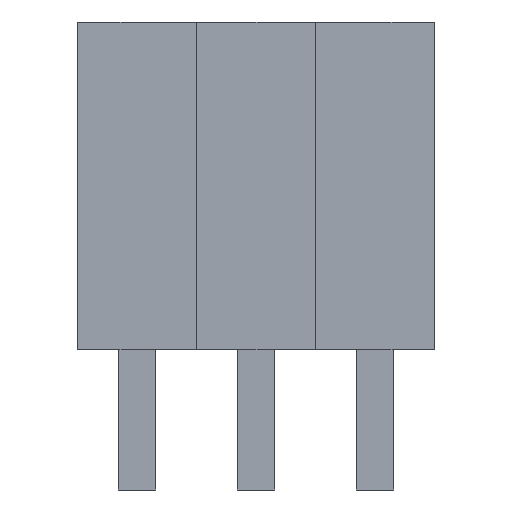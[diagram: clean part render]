
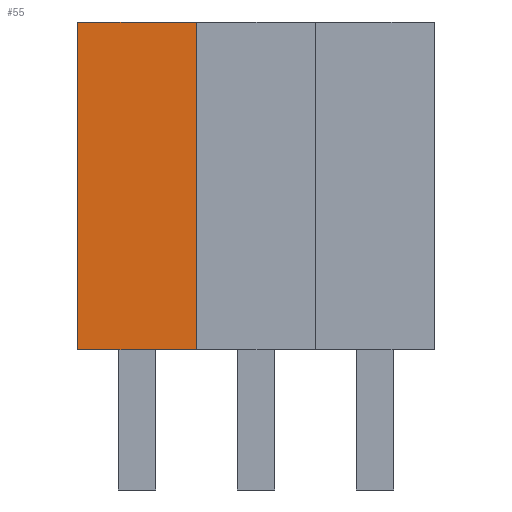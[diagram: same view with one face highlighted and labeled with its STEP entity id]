
A CAD part, left-side view. The second image highlights one B-rep face of the part: STEP entity #55.
In plain terms, the highlighted planar face has unit normal (-1, 0, 0).
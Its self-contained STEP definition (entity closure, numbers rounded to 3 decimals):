
#13=DIRECTION('',(0.,0.,1.));
#14=DIRECTION('',(1.,0.,0.));
#55=ADVANCED_FACE('',(#56),#81,.F.);
#56=FACE_BOUND('',#57,.F.);
#57=EDGE_LOOP('',(#58,#66,#73,#78));
#58=ORIENTED_EDGE('',*,*,#59,.F.);
#59=EDGE_CURVE('',#60,#62,#64,.T.);
#60=VERTEX_POINT('',#61);
#61=CARTESIAN_POINT('',(-1.27,-1.271,0.));
#62=VERTEX_POINT('',#63);
#63=CARTESIAN_POINT('',(-1.27,-1.271,7.));
#64=LINE('',#61,#65);
#65=VECTOR('',#13,1.);
#66=ORIENTED_EDGE('',*,*,#67,.T.);
#67=EDGE_CURVE('',#60,#68,#70,.T.);
#68=VERTEX_POINT('',#69);
#69=CARTESIAN_POINT('',(-1.27,1.271,0.));
#70=LINE('',#61,#71);
#71=VECTOR('',#72,1.);
#72=DIRECTION('',(0.,1.,0.));
#73=ORIENTED_EDGE('',*,*,#74,.T.);
#74=EDGE_CURVE('',#68,#75,#77,.T.);
#75=VERTEX_POINT('',#76);
#76=CARTESIAN_POINT('',(-1.27,1.271,7.));
#77=LINE('',#69,#65);
#78=ORIENTED_EDGE('',*,*,#79,.F.);
#79=EDGE_CURVE('',#62,#75,#80,.T.);
#80=LINE('',#63,#71);
#81=PLANE('',#82);
#82=AXIS2_PLACEMENT_3D('',#61,#14,#13);
